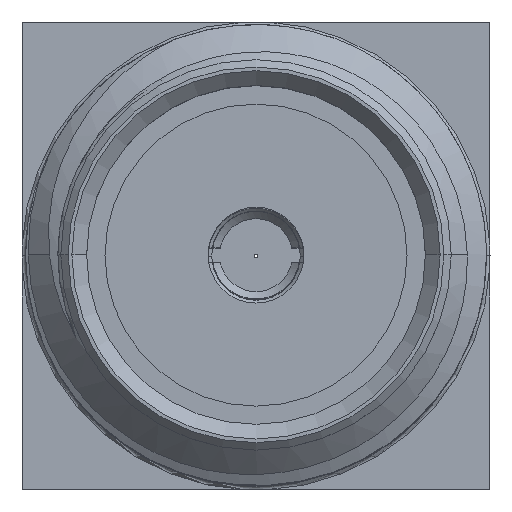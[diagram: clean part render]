
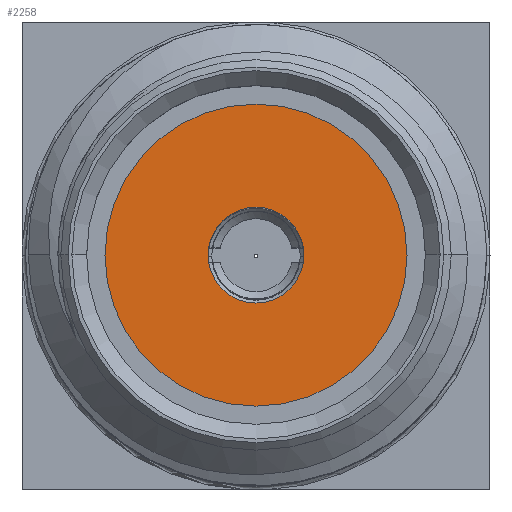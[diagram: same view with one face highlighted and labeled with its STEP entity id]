
A CAD part, top view. The second image highlights one B-rep face of the part: STEP entity #2258.
In plain terms, the highlighted planar face has unit normal (0, 0, 1).
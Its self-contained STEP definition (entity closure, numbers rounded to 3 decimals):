
#162 = VERTEX_POINT ( 'NONE', #1880 ) ;
#247 = ORIENTED_EDGE ( 'NONE', *, *, #2847, .F. ) ;
#260 = PLANE ( 'NONE',  #4128 ) ;
#327 = DIRECTION ( 'NONE',  ( 0., 0., -1. ) ) ;
#612 = DIRECTION ( 'NONE',  ( -1., 0., 0. ) ) ;
#639 = DIRECTION ( 'NONE',  ( 1., 0., 0. ) ) ;
#727 = AXIS2_PLACEMENT_3D ( 'NONE', #4220, #3548, #2161 ) ;
#853 = CIRCLE ( 'NONE', #2239, 0.65 ) ;
#876 = CIRCLE ( 'NONE', #727, 0.65 ) ;
#892 = AXIS2_PLACEMENT_3D ( 'NONE', #3416, #2082, #639 ) ;
#934 = CARTESIAN_POINT ( 'NONE',  ( 0., 0., -2.02 ) ) ;
#1115 = EDGE_CURVE ( 'NONE', #2686, #1718, #853, .T. ) ;
#1331 = ORIENTED_EDGE ( 'NONE', *, *, #1115, .F. ) ;
#1429 = ORIENTED_EDGE ( 'NONE', *, *, #2061, .T. ) ;
#1438 = DIRECTION ( 'NONE',  ( 1., 0., 0. ) ) ;
#1718 = VERTEX_POINT ( 'NONE', #3925 ) ;
#1838 = CIRCLE ( 'NONE', #892, 2.05 ) ;
#1880 = CARTESIAN_POINT ( 'NONE',  ( 2.05, 0., -2.02 ) ) ;
#2061 = EDGE_CURVE ( 'NONE', #2472, #162, #1838, .T. ) ;
#2082 = DIRECTION ( 'NONE',  ( 0., 0., 1. ) ) ;
#2161 = DIRECTION ( 'NONE',  ( 1., 0., 0. ) ) ;
#2239 = AXIS2_PLACEMENT_3D ( 'NONE', #2849, #4265, #1438 ) ;
#2258 = ADVANCED_FACE ( 'NONE', ( #3459, #4449 ), #260, .F. ) ;
#2472 = VERTEX_POINT ( 'NONE', #2676 ) ;
#2484 = CIRCLE ( 'NONE', #2920, 2.05 ) ;
#2676 = CARTESIAN_POINT ( 'NONE',  ( -2.05, 0., -2.02 ) ) ;
#2679 = EDGE_LOOP ( 'NONE', ( #4083, #1429 ) ) ;
#2686 = VERTEX_POINT ( 'NONE', #3851 ) ;
#2847 = EDGE_CURVE ( 'NONE', #1718, #2686, #876, .T. ) ;
#2849 = CARTESIAN_POINT ( 'NONE',  ( 0., 0., -2.02 ) ) ;
#2920 = AXIS2_PLACEMENT_3D ( 'NONE', #934, #3765, #4473 ) ;
#3128 = CARTESIAN_POINT ( 'NONE',  ( 0., 2.05, -2.02 ) ) ;
#3416 = CARTESIAN_POINT ( 'NONE',  ( 0., 0., -2.02 ) ) ;
#3459 = FACE_BOUND ( 'NONE', #4529, .T. ) ;
#3548 = DIRECTION ( 'NONE',  ( 0., 0., 1. ) ) ;
#3559 = EDGE_CURVE ( 'NONE', #162, #2472, #2484, .T. ) ;
#3765 = DIRECTION ( 'NONE',  ( 0., 0., 1. ) ) ;
#3851 = CARTESIAN_POINT ( 'NONE',  ( -0.65, 0., -2.02 ) ) ;
#3925 = CARTESIAN_POINT ( 'NONE',  ( 0.65, 0., -2.02 ) ) ;
#4083 = ORIENTED_EDGE ( 'NONE', *, *, #3559, .T. ) ;
#4128 = AXIS2_PLACEMENT_3D ( 'NONE', #3128, #327, #612 ) ;
#4220 = CARTESIAN_POINT ( 'NONE',  ( 0., 0., -2.02 ) ) ;
#4265 = DIRECTION ( 'NONE',  ( 0., 0., 1. ) ) ;
#4449 = FACE_OUTER_BOUND ( 'NONE', #2679, .T. ) ;
#4473 = DIRECTION ( 'NONE',  ( 1., 0., 0. ) ) ;
#4529 = EDGE_LOOP ( 'NONE', ( #247, #1331 ) ) ;
